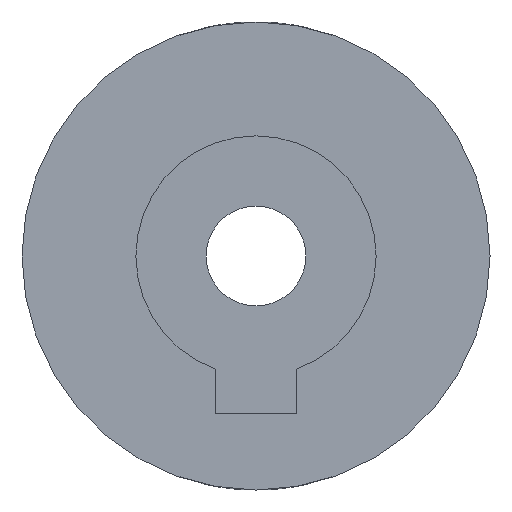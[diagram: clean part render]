
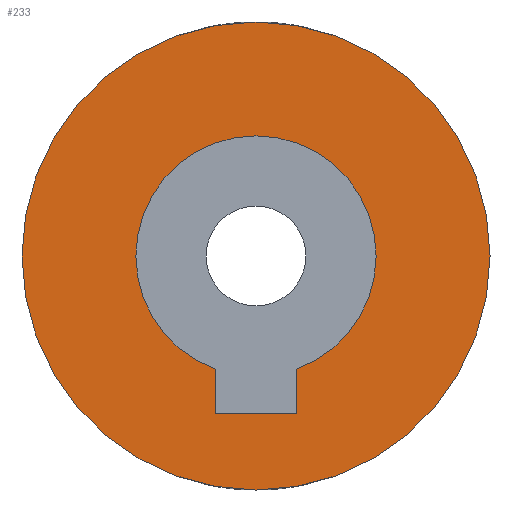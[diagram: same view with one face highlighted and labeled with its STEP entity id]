
A CAD part, front view. The second image highlights one B-rep face of the part: STEP entity #233.
In plain terms, the highlighted planar face has unit normal (0, -1, 0).
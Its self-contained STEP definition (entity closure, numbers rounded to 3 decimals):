
#21=PLANE('',#268);
#29=FACE_BOUND('',#69,.T.);
#48=FACE_OUTER_BOUND('',#68,.T.);
#68=EDGE_LOOP('',(#210));
#69=EDGE_LOOP('',(#211,#212,#213,#214));
#78=LINE('',#508,#93);
#80=LINE('',#512,#95);
#82=LINE('',#516,#97);
#93=VECTOR('',#307,10.);
#95=VECTOR('',#311,10.);
#97=VECTOR('',#315,10.);
#106=CIRCLE('',#265,7.7);
#107=CIRCLE('',#267,15.);
#123=VERTEX_POINT('',#505);
#124=VERTEX_POINT('',#507);
#125=VERTEX_POINT('',#511);
#126=VERTEX_POINT('',#515);
#127=VERTEX_POINT('',#521);
#148=EDGE_CURVE('',#124,#123,#78,.T.);
#150=EDGE_CURVE('',#125,#124,#80,.T.);
#152=EDGE_CURVE('',#126,#125,#82,.T.);
#154=EDGE_CURVE('',#123,#126,#106,.T.);
#155=EDGE_CURVE('',#127,#127,#107,.T.);
#210=ORIENTED_EDGE('',*,*,#155,.T.);
#211=ORIENTED_EDGE('',*,*,#154,.T.);
#212=ORIENTED_EDGE('',*,*,#152,.T.);
#213=ORIENTED_EDGE('',*,*,#150,.T.);
#214=ORIENTED_EDGE('',*,*,#148,.T.);
#233=ADVANCED_FACE('',(#48,#29),#21,.F.);
#265=AXIS2_PLACEMENT_3D('',#519,#319,#320);
#267=AXIS2_PLACEMENT_3D('',#522,#323,#324);
#268=AXIS2_PLACEMENT_3D('',#524,#326,#327);
#307=DIRECTION('',(0.,0.,1.));
#311=DIRECTION('',(-1.,0.,0.));
#315=DIRECTION('',(0.,0.,-1.));
#319=DIRECTION('center_axis',(0.,1.,0.));
#320=DIRECTION('ref_axis',(1.,0.,0.));
#323=DIRECTION('center_axis',(0.,-1.,0.));
#324=DIRECTION('ref_axis',(1.,0.,0.));
#326=DIRECTION('center_axis',(0.,1.,0.));
#327=DIRECTION('ref_axis',(1.,0.,0.));
#505=CARTESIAN_POINT('',(-2.6,-35.,-7.248));
#507=CARTESIAN_POINT('',(-2.6,-35.,-10.1));
#508=CARTESIAN_POINT('',(-2.6,-35.,-5.));
#511=CARTESIAN_POINT('',(2.6,-35.,-10.1));
#512=CARTESIAN_POINT('',(1.25,-35.,-10.1));
#515=CARTESIAN_POINT('',(2.6,-35.,-7.248));
#516=CARTESIAN_POINT('',(2.6,-35.,-3.536));
#519=CARTESIAN_POINT('Origin',(0.,-35.,0.));
#521=CARTESIAN_POINT('',(-15.,-35.,0.));
#522=CARTESIAN_POINT('Origin',(0.,-35.,0.));
#524=CARTESIAN_POINT('Origin',(0.,-35.,0.));
